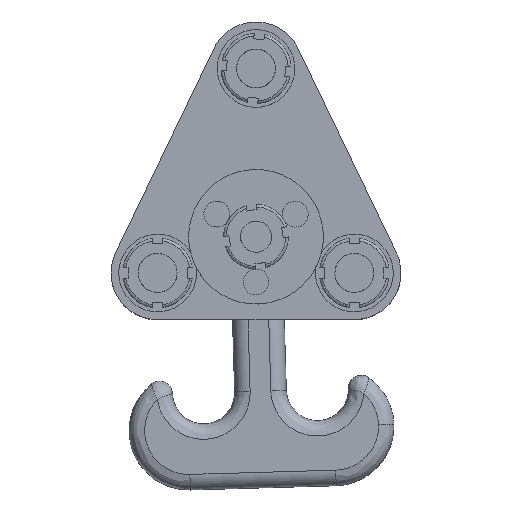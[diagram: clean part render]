
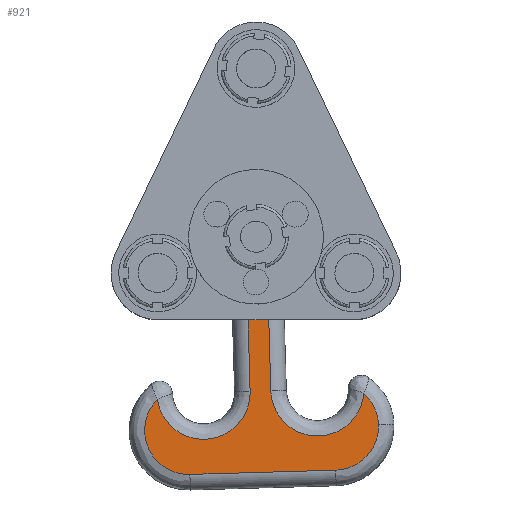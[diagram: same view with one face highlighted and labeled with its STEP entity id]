
A CAD part, top view. The second image highlights one B-rep face of the part: STEP entity #921.
In plain terms, the highlighted free-form (B-spline) face has degree [1, 1] with [2, 2] control points.
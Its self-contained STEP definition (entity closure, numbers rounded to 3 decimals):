
#138 = VERTEX_POINT('',#139);
#139 = CARTESIAN_POINT('',(703.483,11.415,
    -446.903));
#145 = EDGE_CURVE('',#146,#138,#148,.T.);
#146 = VERTEX_POINT('',#147);
#147 = CARTESIAN_POINT('',(681.554,-11.821,
    -446.903));
#148 = ( BOUNDED_CURVE() B_SPLINE_CURVE(2,(#149,#150,#151),
.UNSPECIFIED.,.F.,.F.) B_SPLINE_CURVE_WITH_KNOTS((3,3),(4.712,
6.283),.PIECEWISE_BEZIER_KNOTS.) CURVE() 
GEOMETRIC_REPRESENTATION_ITEM() RATIONAL_B_SPLINE_CURVE((1.,
0.707,1.)) REPRESENTATION_ITEM('') );
#149 = CARTESIAN_POINT('',(681.554,-11.821,
    -446.903));
#150 = CARTESIAN_POINT('',(704.136,-11.168,
    -446.903));
#151 = CARTESIAN_POINT('',(703.483,11.415,
    -446.903));
#921 = ADVANCED_FACE('',(#922),#987,.T.);
#922 = FACE_BOUND('',#923,.T.);
#923 = EDGE_LOOP('',(#924,#933,#940,#947,#957,#965,#970,#971,#979));
#924 = ORIENTED_EDGE('',*,*,#925,.T.);
#925 = EDGE_CURVE('',#926,#928,#930,.T.);
#926 = VERTEX_POINT('',#927);
#927 = CARTESIAN_POINT('',(648.22,28.944,
    -446.903));
#928 = VERTEX_POINT('',#929);
#929 = CARTESIAN_POINT('',(646.889,74.923,
    -446.903));
#930 = B_SPLINE_CURVE_WITH_KNOTS('',1,(#931,#932),.UNSPECIFIED.,.F.,.F.,
  (2,2),(-37.612,-3.),.PIECEWISE_BEZIER_KNOTS.);
#931 = CARTESIAN_POINT('',(648.22,28.944,
    -446.903));
#932 = CARTESIAN_POINT('',(646.889,74.923,
    -446.903));
#933 = ORIENTED_EDGE('',*,*,#934,.T.);
#934 = EDGE_CURVE('',#928,#935,#937,.T.);
#935 = VERTEX_POINT('',#936);
#936 = CARTESIAN_POINT('',(636.262,74.615,
    -446.903));
#937 = B_SPLINE_CURVE_WITH_KNOTS('',1,(#938,#939),.UNSPECIFIED.,.F.,.F.,
  (2,2),(-4.,4.),.PIECEWISE_BEZIER_KNOTS.);
#938 = CARTESIAN_POINT('',(646.889,74.923,
    -446.903));
#939 = CARTESIAN_POINT('',(636.262,74.615,
    -446.903));
#940 = ORIENTED_EDGE('',*,*,#941,.T.);
#941 = EDGE_CURVE('',#935,#942,#944,.T.);
#942 = VERTEX_POINT('',#943);
#943 = CARTESIAN_POINT('',(637.593,28.637,
    -446.903));
#944 = B_SPLINE_CURVE_WITH_KNOTS('',1,(#945,#946),.UNSPECIFIED.,.F.,.F.,
  (2,2),(3.,37.612),.PIECEWISE_BEZIER_KNOTS.);
#945 = CARTESIAN_POINT('',(636.262,74.615,
    -446.903));
#946 = CARTESIAN_POINT('',(637.593,28.637,
    -446.903));
#947 = ORIENTED_EDGE('',*,*,#948,.T.);
#948 = EDGE_CURVE('',#942,#949,#951,.T.);
#949 = VERTEX_POINT('',#950);
#950 = CARTESIAN_POINT('',(590.006,24.529,
    -446.903));
#951 = ( BOUNDED_CURVE() B_SPLINE_CURVE(2,(#952,#953,#954,#955,#956),
.UNSPECIFIED.,.F.,.F.) B_SPLINE_CURVE_WITH_KNOTS((3,2,3),(0.,
1.514,3.027),.PIECEWISE_BEZIER_KNOTS.) CURVE() 
GEOMETRIC_REPRESENTATION_ITEM() RATIONAL_B_SPLINE_CURVE((1.,
0.727,1.,0.727,1.)) REPRESENTATION_ITEM('') );
#952 = CARTESIAN_POINT('',(637.593,28.637,
    -446.903));
#953 = CARTESIAN_POINT('',(638.247,6.055,-446.903
    ));
#954 = CARTESIAN_POINT('',(615.739,4.112,-446.903)
  );
#955 = CARTESIAN_POINT('',(593.231,2.169,-446.903
    ));
#956 = CARTESIAN_POINT('',(590.006,24.529,
    -446.903));
#957 = ORIENTED_EDGE('',*,*,#958,.T.);
#958 = EDGE_CURVE('',#949,#959,#961,.T.);
#959 = VERTEX_POINT('',#960);
#960 = CARTESIAN_POINT('',(606.674,-13.989,-446.903
    ));
#961 = ( BOUNDED_CURVE() B_SPLINE_CURVE(2,(#962,#963,#964),
.UNSPECIFIED.,.F.,.F.) B_SPLINE_CURVE_WITH_KNOTS((3,3),(2.33,
4.712),.PIECEWISE_BEZIER_KNOTS.) CURVE() 
GEOMETRIC_REPRESENTATION_ITEM() RATIONAL_B_SPLINE_CURVE((1.,
0.37,1.)) REPRESENTATION_ITEM('') );
#962 = CARTESIAN_POINT('',(590.006,24.529,
    -446.903));
#963 = CARTESIAN_POINT('',(550.045,-15.629,
    -446.903));
#964 = CARTESIAN_POINT('',(606.674,-13.989,-446.903
    ));
#965 = ORIENTED_EDGE('',*,*,#966,.T.);
#966 = EDGE_CURVE('',#959,#146,#967,.T.);
#967 = B_SPLINE_CURVE_WITH_KNOTS('',1,(#968,#969),.UNSPECIFIED.,.F.,.F.,
  (2,2),(-28.184,28.184),.PIECEWISE_BEZIER_KNOTS.);
#968 = CARTESIAN_POINT('',(606.674,-13.989,-446.903
    ));
#969 = CARTESIAN_POINT('',(681.554,-11.821,
    -446.903));
#970 = ORIENTED_EDGE('',*,*,#145,.T.);
#971 = ORIENTED_EDGE('',*,*,#972,.T.);
#972 = EDGE_CURVE('',#138,#973,#975,.T.);
#973 = VERTEX_POINT('',#974);
#974 = CARTESIAN_POINT('',(695.965,27.597,
    -446.903));
#975 = ( BOUNDED_CURVE() B_SPLINE_CURVE(2,(#976,#977,#978),
.UNSPECIFIED.,.F.,.F.) B_SPLINE_CURVE_WITH_KNOTS((3,3),(0.,
0.812),.PIECEWISE_BEZIER_KNOTS.) CURVE() 
GEOMETRIC_REPRESENTATION_ITEM() RATIONAL_B_SPLINE_CURVE((1.,
0.919,1.)) REPRESENTATION_ITEM('') );
#976 = CARTESIAN_POINT('',(703.483,11.415,
    -446.903));
#977 = CARTESIAN_POINT('',(703.202,21.122,-446.903
    ));
#978 = CARTESIAN_POINT('',(695.965,27.597,
    -446.903));
#979 = ORIENTED_EDGE('',*,*,#980,.T.);
#980 = EDGE_CURVE('',#973,#926,#981,.T.);
#981 = ( BOUNDED_CURVE() B_SPLINE_CURVE(2,(#982,#983,#984,#985,#986),
.UNSPECIFIED.,.F.,.F.) B_SPLINE_CURVE_WITH_KNOTS((3,2,3),(0.114
,1.628,3.142),.PIECEWISE_BEZIER_KNOTS.) CURVE() 
GEOMETRIC_REPRESENTATION_ITEM() RATIONAL_B_SPLINE_CURVE((1.,
0.727,1.,0.727,1.)) REPRESENTATION_ITEM('') );
#982 = CARTESIAN_POINT('',(695.965,27.597,
    -446.903));
#983 = CARTESIAN_POINT('',(694.039,5.088,-446.903
    ));
#984 = CARTESIAN_POINT('',(671.457,5.725,-446.903
    ));
#985 = CARTESIAN_POINT('',(648.874,6.363,-446.903
    ));
#986 = CARTESIAN_POINT('',(648.22,28.944,
    -446.903));
#987 = B_SPLINE_SURFACE_WITH_KNOTS('',1,1,(
    (#988,#989)
    ,(#990,#991
    )),.UNSPECIFIED.,.F.,.F.,.F.,(2,2),(2,2),(-45.184,
    45.184),(-69.,-3.),.PIECEWISE_BEZIER_KNOTS.);
#988 = CARTESIAN_POINT('',(584.091,-14.643,
    -446.903));
#989 = CARTESIAN_POINT('',(581.553,73.031,
    -446.903));
#990 = CARTESIAN_POINT('',(704.136,-11.168,
    -446.903));
#991 = CARTESIAN_POINT('',(701.598,76.507,
    -446.903));
